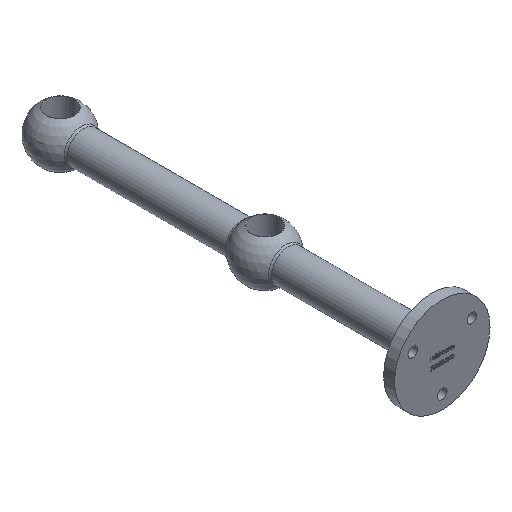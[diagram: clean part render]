
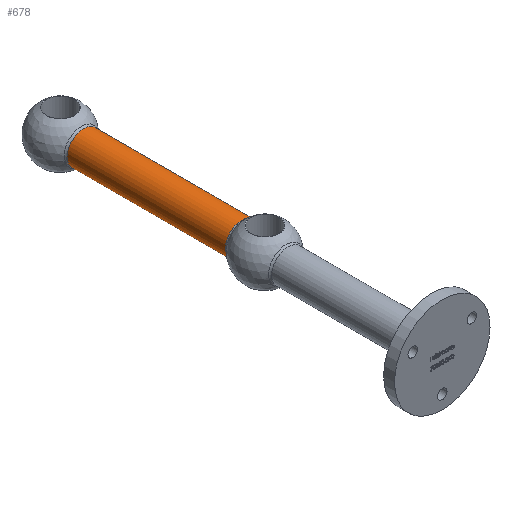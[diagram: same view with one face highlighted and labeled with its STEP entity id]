
A CAD part, isometric view. The second image highlights one B-rep face of the part: STEP entity #678.
In plain terms, the highlighted cylindrical face has radius 6 mm (diameter 12 mm), a full revolution.
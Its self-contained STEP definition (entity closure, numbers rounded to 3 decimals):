
#678 = ADVANCED_FACE ( 'NONE', ( #3260, #5049 ), #7030, .T. ) ;
#1621 = EDGE_CURVE ( 'NONE', #8654, #8654, #8992, .T. ) ;
#2303 = VERTEX_POINT ( 'NONE', #6298 ) ;
#3249 = CIRCLE ( 'NONE', #8052, 6. ) ;
#3260 = FACE_OUTER_BOUND ( 'NONE', #8527, .T. ) ;
#3580 = CARTESIAN_POINT ( 'NONE',  ( 0., 150.002, 0. ) ) ;
#4531 = DIRECTION ( 'NONE',  ( 0., 0., -1. ) ) ;
#4738 = AXIS2_PLACEMENT_3D ( 'NONE', #4866, #11688, #6804 ) ;
#4866 = CARTESIAN_POINT ( 'NONE',  ( 0., 73.485, 0. ) ) ;
#5049 = FACE_OUTER_BOUND ( 'NONE', #11042, .T. ) ;
#5257 = ORIENTED_EDGE ( 'NONE', *, *, #10711, .T. ) ;
#5540 = ORIENTED_EDGE ( 'NONE', *, *, #1621, .T. ) ;
#6298 = CARTESIAN_POINT ( 'NONE',  ( 0., 131.515, 6. ) ) ;
#6804 = DIRECTION ( 'NONE',  ( 0., 0., -1. ) ) ;
#7030 = CYLINDRICAL_SURFACE ( 'NONE', #10617, 6. ) ;
#7036 = CARTESIAN_POINT ( 'NONE',  ( 0., 73.485, -6. ) ) ;
#7587 = DIRECTION ( 'NONE',  ( 0., -1., 0. ) ) ;
#8052 = AXIS2_PLACEMENT_3D ( 'NONE', #11429, #7587, #10537 ) ;
#8527 = EDGE_LOOP ( 'NONE', ( #5540 ) ) ;
#8654 = VERTEX_POINT ( 'NONE', #7036 ) ;
#8992 = CIRCLE ( 'NONE', #4738, 6. ) ;
#10537 = DIRECTION ( 'NONE',  ( 0., 0., 1. ) ) ;
#10617 = AXIS2_PLACEMENT_3D ( 'NONE', #3580, #11427, #4531 ) ;
#10711 = EDGE_CURVE ( 'NONE', #2303, #2303, #3249, .T. ) ;
#11042 = EDGE_LOOP ( 'NONE', ( #5257 ) ) ;
#11427 = DIRECTION ( 'NONE',  ( 0., -1., 0. ) ) ;
#11429 = CARTESIAN_POINT ( 'NONE',  ( 0., 131.515, 0. ) ) ;
#11688 = DIRECTION ( 'NONE',  ( 0., 1., 0. ) ) ;
